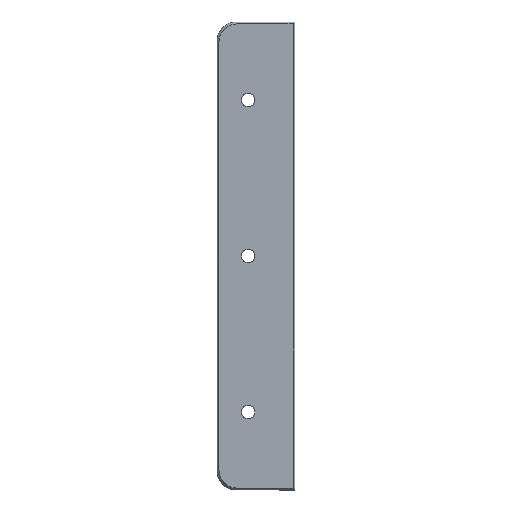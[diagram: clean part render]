
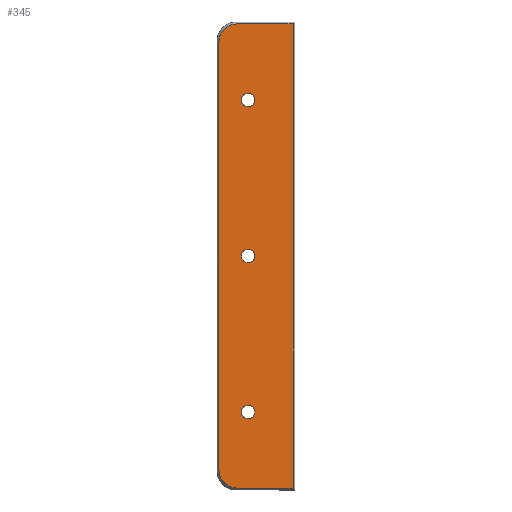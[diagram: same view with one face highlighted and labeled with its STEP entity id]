
A CAD part, top view. The second image highlights one B-rep face of the part: STEP entity #345.
In plain terms, the highlighted planar face has unit normal (0, 0, 1).
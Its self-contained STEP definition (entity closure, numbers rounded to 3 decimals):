
#15=FACE_BOUND('',#70,.T.);
#16=FACE_BOUND('',#71,.T.);
#17=FACE_BOUND('',#72,.T.);
#31=PLANE('',#389);
#49=FACE_OUTER_BOUND('',#69,.T.);
#69=EDGE_LOOP('',(#285,#286,#287,#288,#289,#290));
#70=EDGE_LOOP('',(#291));
#71=EDGE_LOOP('',(#292));
#72=EDGE_LOOP('',(#293));
#86=LINE('',#515,#120);
#92=LINE('',#526,#126);
#96=LINE('',#538,#130);
#98=LINE('',#546,#132);
#120=VECTOR('',#422,10.);
#126=VECTOR('',#430,10.);
#130=VECTOR('',#442,10.);
#132=VECTOR('',#452,10.);
#151=CIRCLE('',#368,1.7);
#153=CIRCLE('',#371,1.7);
#155=CIRCLE('',#374,1.7);
#158=CIRCLE('',#380,4.5);
#160=CIRCLE('',#384,4.5);
#161=VERTEX_POINT('',#495);
#163=VERTEX_POINT('',#501);
#165=VERTEX_POINT('',#507);
#167=VERTEX_POINT('',#513);
#168=VERTEX_POINT('',#514);
#172=VERTEX_POINT('',#524);
#174=VERTEX_POINT('',#530);
#176=VERTEX_POINT('',#536);
#178=VERTEX_POINT('',#542);
#189=EDGE_CURVE('',#161,#161,#151,.T.);
#192=EDGE_CURVE('',#163,#163,#153,.T.);
#195=EDGE_CURVE('',#165,#165,#155,.T.);
#198=EDGE_CURVE('',#167,#168,#86,.T.);
#204=EDGE_CURVE('',#172,#167,#92,.T.);
#207=EDGE_CURVE('',#174,#172,#158,.T.);
#210=EDGE_CURVE('',#176,#174,#96,.T.);
#213=EDGE_CURVE('',#178,#176,#160,.T.);
#214=EDGE_CURVE('',#168,#178,#98,.T.);
#285=ORIENTED_EDGE('',*,*,#198,.F.);
#286=ORIENTED_EDGE('',*,*,#204,.F.);
#287=ORIENTED_EDGE('',*,*,#207,.F.);
#288=ORIENTED_EDGE('',*,*,#210,.F.);
#289=ORIENTED_EDGE('',*,*,#213,.F.);
#290=ORIENTED_EDGE('',*,*,#214,.F.);
#291=ORIENTED_EDGE('',*,*,#189,.T.);
#292=ORIENTED_EDGE('',*,*,#192,.T.);
#293=ORIENTED_EDGE('',*,*,#195,.T.);
#345=ADVANCED_FACE('',(#49,#15,#16,#17),#31,.T.);
#368=AXIS2_PLACEMENT_3D('',#496,#401,#402);
#371=AXIS2_PLACEMENT_3D('',#502,#408,#409);
#374=AXIS2_PLACEMENT_3D('',#508,#415,#416);
#380=AXIS2_PLACEMENT_3D('',#532,#436,#437);
#384=AXIS2_PLACEMENT_3D('',#544,#448,#449);
#389=AXIS2_PLACEMENT_3D('',#583,#468,#469);
#401=DIRECTION('center_axis',(0.,0.,-1.));
#402=DIRECTION('ref_axis',(1.,0.,0.));
#408=DIRECTION('center_axis',(0.,0.,-1.));
#409=DIRECTION('ref_axis',(1.,0.,0.));
#415=DIRECTION('center_axis',(0.,0.,-1.));
#416=DIRECTION('ref_axis',(1.,0.,0.));
#422=DIRECTION('',(0.,-1.,0.));
#430=DIRECTION('',(1.,0.,0.));
#436=DIRECTION('center_axis',(0.,0.,-1.));
#437=DIRECTION('ref_axis',(-0.707,0.707,0.));
#442=DIRECTION('',(0.,1.,0.));
#448=DIRECTION('center_axis',(0.,0.,-1.));
#449=DIRECTION('ref_axis',(-0.707,-0.707,0.));
#452=DIRECTION('',(-1.,0.,0.));
#468=DIRECTION('center_axis',(0.,0.,1.));
#469=DIRECTION('ref_axis',(1.,0.,0.));
#495=CARTESIAN_POINT('',(45.048,103.065,73.75));
#496=CARTESIAN_POINT('Origin',(46.748,103.065,73.75));
#501=CARTESIAN_POINT('',(45.048,63.065,73.75));
#502=CARTESIAN_POINT('Origin',(46.748,63.065,73.75));
#507=CARTESIAN_POINT('',(45.048,143.065,73.75));
#508=CARTESIAN_POINT('Origin',(46.748,143.065,73.75));
#513=CARTESIAN_POINT('',(58.248,162.565,73.75));
#514=CARTESIAN_POINT('',(58.248,43.565,73.75));
#515=CARTESIAN_POINT('',(58.248,43.065,73.75));
#524=CARTESIAN_POINT('',(43.748,162.565,73.75));
#526=CARTESIAN_POINT('',(43.748,162.565,73.75));
#530=CARTESIAN_POINT('',(39.248,158.065,73.75));
#532=CARTESIAN_POINT('Origin',(43.748,158.065,73.75));
#536=CARTESIAN_POINT('',(39.248,48.065,73.75));
#538=CARTESIAN_POINT('',(39.248,43.065,73.75));
#542=CARTESIAN_POINT('',(43.748,43.565,73.75));
#544=CARTESIAN_POINT('Origin',(43.748,48.065,73.75));
#546=CARTESIAN_POINT('',(43.748,43.565,73.75));
#583=CARTESIAN_POINT('Origin',(38.748,43.065,73.75));
